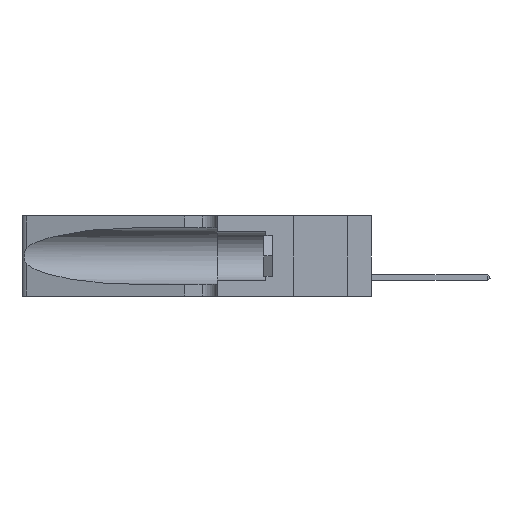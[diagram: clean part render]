
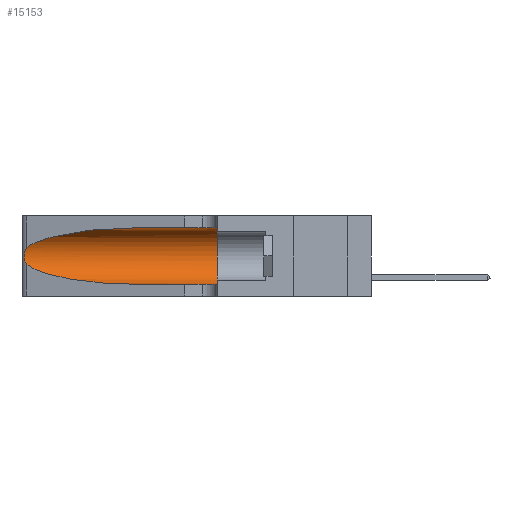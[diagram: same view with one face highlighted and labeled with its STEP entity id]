
A CAD part, left-side view. The second image highlights one B-rep face of the part: STEP entity #15153.
In plain terms, the highlighted cylindrical face has radius 3.308 mm (diameter 6.617 mm), a partial arc.
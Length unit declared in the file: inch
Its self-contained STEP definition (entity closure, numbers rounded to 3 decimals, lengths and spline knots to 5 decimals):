
#574 = CARTESIAN_POINT ( 'NONE',  ( 0.1305, 1.61858, 0.31525 ) ) ;
#1196 = CARTESIAN_POINT ( 'NONE',  ( 0.25787, 1.23484, 0.2124 ) ) ;
#2377 = FACE_OUTER_BOUND ( 'NONE', #20677, .T. ) ;
#3505 = EDGE_CURVE ( 'NONE', #22060, #15921, #20990, .T. ) ;
#4117 = CARTESIAN_POINT ( 'NONE',  ( 0.26018, 1.23835, 0.19895 ) ) ;
#4247 = CARTESIAN_POINT ( 'NONE',  ( 0.25639, 1.23186, 0.15144 ) ) ;
#5995 = ORIENTED_EDGE ( 'NONE', *, *, #3505, .F. ) ;
#6412 = ORIENTED_EDGE ( 'NONE', *, *, #8038, .T. ) ;
#7006 = CARTESIAN_POINT ( 'NONE',  ( 0.25487, 1.22718, 0.22369 ) ) ;
#7144 = CARTESIAN_POINT ( 'NONE',  ( 0.25555, 1.22993, 0.14849 ) ) ;
#7438 = CARTESIAN_POINT ( 'NONE',  ( 0.25639, 1.23184, 0.21858 ) ) ;
#8038 = EDGE_CURVE ( 'NONE', #11562, #34247, #32183, .T. ) ;
#8525 = VERTEX_POINT ( 'NONE', #24479 ) ;
#10113 = DIRECTION ( 'NONE',  ( 0., -1., 0. ) ) ;
#10182 = VECTOR ( 'NONE', #33916, 39.37008 ) ;
#10524 = CARTESIAN_POINT ( 'NONE',  ( 0.1305, 0.72297, 0.31525 ) ) ;
#11338 =( BOUNDED_CURVE ( )  B_SPLINE_CURVE ( 3, ( #10524, #18338, #27476, #34751 ),
 .UNSPECIFIED., .F., .F. ) 
 B_SPLINE_CURVE_WITH_KNOTS ( ( 4, 4 ),
 ( 1.5708, 2.84003 ),
 .UNSPECIFIED. ) 
 CURVE ( )  GEOMETRIC_REPRESENTATION_ITEM ( )  RATIONAL_B_SPLINE_CURVE ( ( 1., 0.87, 0.87, 1. ) ) 
 REPRESENTATION_ITEM ( '' )  );
#11562 = VERTEX_POINT ( 'NONE', #26471 ) ;
#11752 = ORIENTED_EDGE ( 'NONE', *, *, #14959, .T. ) ;
#12024 = CARTESIAN_POINT ( 'NONE',  ( 0.1305, 1.61858, 0.185 ) ) ;
#13163 = ORIENTED_EDGE ( 'NONE', *, *, #15041, .F. ) ;
#13299 = CARTESIAN_POINT ( 'NONE',  ( 0.25555, 1.22994, 0.2215 ) ) ;
#14545 = CARTESIAN_POINT ( 'NONE',  ( 0.25487, 1.22718, 0.14631 ) ) ;
#14582 = CYLINDRICAL_SURFACE ( 'NONE', #26840, 0.13025 ) ;
#14668 = CARTESIAN_POINT ( 'NONE',  ( 0.18966, 0.96281, 0.05475 ) ) ;
#14959 = EDGE_CURVE ( 'NONE', #22060, #16406, #11338, .T. ) ;
#15041 = EDGE_CURVE ( 'NONE', #15921, #8525, #18717, .T. ) ;
#15153 = ADVANCED_FACE ( 'NONE', ( #2377 ), #14582, .F. ) ;
#15273 = LINE ( 'NONE', #31175, #36348 ) ;
#15921 = VERTEX_POINT ( 'NONE', #33445 ) ;
#15974 = ORIENTED_EDGE ( 'NONE', *, *, #24628, .T. ) ;
#16332 = CARTESIAN_POINT ( 'NONE',  ( 0.26017, 1.23833, 0.17102 ) ) ;
#16406 = VERTEX_POINT ( 'NONE', #32137 ) ;
#16556 = EDGE_CURVE ( 'NONE', #16406, #11562, #16795, .T. ) ;
#16795 = B_SPLINE_CURVE_WITH_KNOTS ( 'NONE', 3,
 ( #7006, #13299, #7438, #1196, #22201, #4117, #18780, #30819, #16332, #27950, #19205, #4247, #7144, #34259 ),
 .UNSPECIFIED., .F., .F.,
 ( 4, 2, 2, 2, 2, 2, 4 ),
 ( 0., 0.00027, 0.00053, 0.00107, 0.0016, 0.00187, 0.00214 ),
 .UNSPECIFIED. ) ;
#16864 = CARTESIAN_POINT ( 'NONE',  ( 0.1305, 0.35, 0.185 ) ) ;
#18306 = CARTESIAN_POINT ( 'NONE',  ( 0.1305, 0.72297, 0.31525 ) ) ;
#18338 = CARTESIAN_POINT ( 'NONE',  ( 0.18966, 0.96281, 0.31525 ) ) ;
#18717 = CIRCLE ( 'NONE', #34628, 0.13025 ) ;
#18780 = CARTESIAN_POINT ( 'NONE',  ( 0.26075, 1.23896, 0.19203 ) ) ;
#19205 = CARTESIAN_POINT ( 'NONE',  ( 0.25789, 1.23486, 0.15765 ) ) ;
#20677 = EDGE_LOOP ( 'NONE', ( #11752, #34811, #6412, #15974, #13163, #5995 ) ) ;
#20681 = DIRECTION ( 'NONE',  ( 0., 1., 0. ) ) ;
#20914 = CARTESIAN_POINT ( 'NONE',  ( 0.2373, 1.15595, 0.08982 ) ) ;
#20990 = LINE ( 'NONE', #574, #10182 ) ;
#22060 = VERTEX_POINT ( 'NONE', #18306 ) ;
#22201 = CARTESIAN_POINT ( 'NONE',  ( 0.25854, 1.2359, 0.20912 ) ) ;
#24479 = CARTESIAN_POINT ( 'NONE',  ( 0.1305, 0.35, 0.05475 ) ) ;
#24628 = EDGE_CURVE ( 'NONE', #34247, #8525, #15273, .T. ) ;
#26471 = CARTESIAN_POINT ( 'NONE',  ( 0.25487, 1.22718, 0.14631 ) ) ;
#26840 = AXIS2_PLACEMENT_3D ( 'NONE', #12024, #32913, #30122 ) ;
#27476 = CARTESIAN_POINT ( 'NONE',  ( 0.2373, 1.15595, 0.28018 ) ) ;
#27950 = CARTESIAN_POINT ( 'NONE',  ( 0.25856, 1.23593, 0.16098 ) ) ;
#30122 = DIRECTION ( 'NONE',  ( 0., 0., -1. ) ) ;
#30819 = CARTESIAN_POINT ( 'NONE',  ( 0.26075, 1.23896, 0.178 ) ) ;
#31175 = CARTESIAN_POINT ( 'NONE',  ( 0.1305, 1.61858, 0.05475 ) ) ;
#31891 = DIRECTION ( 'NONE',  ( 0., 0., 1. ) ) ;
#32137 = CARTESIAN_POINT ( 'NONE',  ( 0.25487, 1.22718, 0.22369 ) ) ;
#32183 =( BOUNDED_CURVE ( )  B_SPLINE_CURVE ( 3, ( #14545, #20914, #14668, #35618 ),
 .UNSPECIFIED., .F., .F. ) 
 B_SPLINE_CURVE_WITH_KNOTS ( ( 4, 4 ),
 ( 3.44316, 4.71239 ),
 .UNSPECIFIED. ) 
 CURVE ( )  GEOMETRIC_REPRESENTATION_ITEM ( )  RATIONAL_B_SPLINE_CURVE ( ( 1., 0.87, 0.87, 1. ) ) 
 REPRESENTATION_ITEM ( '' )  );
#32913 = DIRECTION ( 'NONE',  ( 0., -1., 0. ) ) ;
#33445 = CARTESIAN_POINT ( 'NONE',  ( 0.1305, 0.35, 0.31525 ) ) ;
#33916 = DIRECTION ( 'NONE',  ( 0., -1., 0. ) ) ;
#34175 = CARTESIAN_POINT ( 'NONE',  ( 0.1305, 0.72297, 0.05475 ) ) ;
#34247 = VERTEX_POINT ( 'NONE', #34175 ) ;
#34259 = CARTESIAN_POINT ( 'NONE',  ( 0.25487, 1.22718, 0.14631 ) ) ;
#34628 = AXIS2_PLACEMENT_3D ( 'NONE', #16864, #20681, #31891 ) ;
#34751 = CARTESIAN_POINT ( 'NONE',  ( 0.25487, 1.22718, 0.22369 ) ) ;
#34811 = ORIENTED_EDGE ( 'NONE', *, *, #16556, .T. ) ;
#35618 = CARTESIAN_POINT ( 'NONE',  ( 0.1305, 0.72297, 0.05475 ) ) ;
#36348 = VECTOR ( 'NONE', #10113, 39.37008 ) ;
